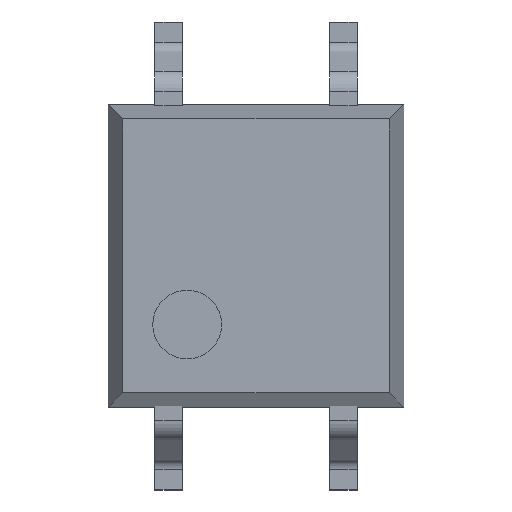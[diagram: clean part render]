
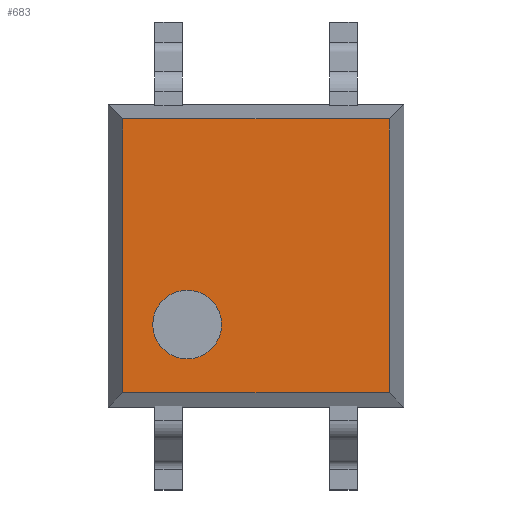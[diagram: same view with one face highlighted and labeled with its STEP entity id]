
A CAD part, top view. The second image highlights one B-rep face of the part: STEP entity #683.
In plain terms, the highlighted planar face has unit normal (0, 0, 1).
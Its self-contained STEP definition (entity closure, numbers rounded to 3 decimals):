
#52 = LINE ( 'NONE', #2485, #953 ) ;
#173 = DIRECTION ( 'NONE',  ( 1., 0., 0. ) ) ;
#184 = CARTESIAN_POINT ( 'NONE',  ( -1., -1., 2.1 ) ) ;
#273 = EDGE_CURVE ( 'NONE', #1772, #2795, #1218, .T. ) ;
#317 = DIRECTION ( 'NONE',  ( 0., 1., 0. ) ) ;
#421 = EDGE_CURVE ( 'NONE', #2205, #2103, #2681, .T. ) ;
#610 = CARTESIAN_POINT ( 'NONE',  ( -2.15, -1.987, 2.1 ) ) ;
#625 = EDGE_CURVE ( 'NONE', #2451, #2746, #52, .T. ) ;
#670 = VECTOR ( 'NONE', #1465, 1000. ) ;
#671 = CARTESIAN_POINT ( 'NONE',  ( -0.5, -1., 2.1 ) ) ;
#681 = ORIENTED_EDGE ( 'NONE', *, *, #421, .F. ) ;
#683 = ADVANCED_FACE ( 'NONE', ( #1181, #1781 ), #2499, .T. ) ;
#776 = DIRECTION ( 'NONE',  ( 0., 1., 0. ) ) ;
#824 = DIRECTION ( 'NONE',  ( 0., 0., 1. ) ) ;
#880 = CARTESIAN_POINT ( 'NONE',  ( 1.937, 1.987, 2.1 ) ) ;
#903 = LINE ( 'NONE', #2897, #670 ) ;
#924 = CARTESIAN_POINT ( 'NONE',  ( -1.937, -1.987, 2.1 ) ) ;
#953 = VECTOR ( 'NONE', #317, 1000. ) ;
#1042 = ORIENTED_EDGE ( 'NONE', *, *, #625, .T. ) ;
#1043 = ORIENTED_EDGE ( 'NONE', *, *, #1623, .T. ) ;
#1072 = DIRECTION ( 'NONE',  ( 1., 0., 0. ) ) ;
#1119 = AXIS2_PLACEMENT_3D ( 'NONE', #1279, #824, #1072 ) ;
#1181 = FACE_BOUND ( 'NONE', #2928, .T. ) ;
#1218 = LINE ( 'NONE', #2058, #2564 ) ;
#1239 = EDGE_LOOP ( 'NONE', ( #1548, #1897, #1043, #1042 ) ) ;
#1279 = CARTESIAN_POINT ( 'NONE',  ( 0., 0., 2.1 ) ) ;
#1306 = CARTESIAN_POINT ( 'NONE',  ( -1.5, -1., 2.1 ) ) ;
#1389 = DIRECTION ( 'NONE',  ( 0., 0., 1. ) ) ;
#1394 = LINE ( 'NONE', #610, #2510 ) ;
#1401 = DIRECTION ( 'NONE',  ( 0., 0., 1. ) ) ;
#1465 = DIRECTION ( 'NONE',  ( 1., 0., 0. ) ) ;
#1548 = ORIENTED_EDGE ( 'NONE', *, *, #2358, .F. ) ;
#1623 = EDGE_CURVE ( 'NONE', #1772, #2451, #1394, .T. ) ;
#1772 = VERTEX_POINT ( 'NONE', #924 ) ;
#1781 = FACE_OUTER_BOUND ( 'NONE', #1239, .T. ) ;
#1819 = DIRECTION ( 'NONE',  ( 1., 0., 0. ) ) ;
#1897 = ORIENTED_EDGE ( 'NONE', *, *, #273, .F. ) ;
#1919 = DIRECTION ( 'NONE',  ( 1., 0., 0. ) ) ;
#1994 = CARTESIAN_POINT ( 'NONE',  ( 1.937, -1.987, 2.1 ) ) ;
#2058 = CARTESIAN_POINT ( 'NONE',  ( -1.937, -2.2, 2.1 ) ) ;
#2075 = AXIS2_PLACEMENT_3D ( 'NONE', #184, #1401, #173 ) ;
#2103 = VERTEX_POINT ( 'NONE', #671 ) ;
#2205 = VERTEX_POINT ( 'NONE', #1306 ) ;
#2358 = EDGE_CURVE ( 'NONE', #2795, #2746, #903, .T. ) ;
#2391 = AXIS2_PLACEMENT_3D ( 'NONE', #2401, #1389, #1919 ) ;
#2401 = CARTESIAN_POINT ( 'NONE',  ( -1., -1., 2.1 ) ) ;
#2419 = CIRCLE ( 'NONE', #2391, 0.5 ) ;
#2451 = VERTEX_POINT ( 'NONE', #1994 ) ;
#2485 = CARTESIAN_POINT ( 'NONE',  ( 1.937, -2.2, 2.1 ) ) ;
#2499 = PLANE ( 'NONE',  #1119 ) ;
#2510 = VECTOR ( 'NONE', #1819, 1000. ) ;
#2564 = VECTOR ( 'NONE', #776, 1000. ) ;
#2681 = CIRCLE ( 'NONE', #2075, 0.5 ) ;
#2704 = ORIENTED_EDGE ( 'NONE', *, *, #3097, .F. ) ;
#2746 = VERTEX_POINT ( 'NONE', #880 ) ;
#2795 = VERTEX_POINT ( 'NONE', #2810 ) ;
#2810 = CARTESIAN_POINT ( 'NONE',  ( -1.937, 1.987, 2.1 ) ) ;
#2897 = CARTESIAN_POINT ( 'NONE',  ( -2.15, 1.987, 2.1 ) ) ;
#2928 = EDGE_LOOP ( 'NONE', ( #2704, #681 ) ) ;
#3097 = EDGE_CURVE ( 'NONE', #2103, #2205, #2419, .T. ) ;
